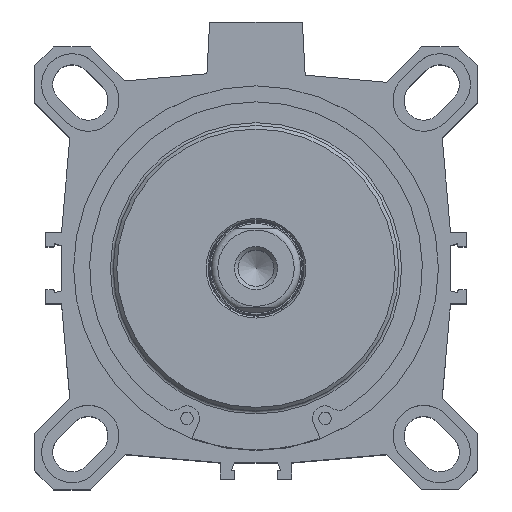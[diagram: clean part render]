
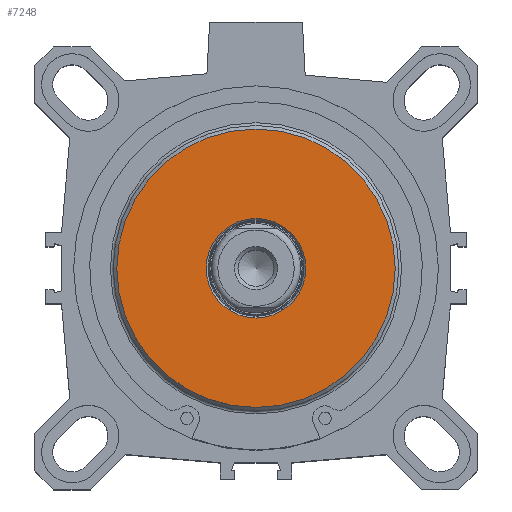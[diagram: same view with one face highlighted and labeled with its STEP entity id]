
A CAD part, top view. The second image highlights one B-rep face of the part: STEP entity #7248.
In plain terms, the highlighted planar face has unit normal (0, 0, 1).
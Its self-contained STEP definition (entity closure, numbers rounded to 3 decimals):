
#7214=CARTESIAN_POINT('',(0.,-39.0,105.05));
#7215=VERTEX_POINT('',#7214);
#7216=CARTESIAN_POINT('',(0.,0.,105.05));
#7217=DIRECTION('',(0.0,0.0,1.0));
#7218=DIRECTION('',(0.0,-1.0,0.0));
#7219=AXIS2_PLACEMENT_3D('',#7216,#7217,#7218);
#7220=CIRCLE('',#7219,39.0);
#7221=EDGE_CURVE('',#7215,#7215,#7220,.T.);
#7229=CARTESIAN_POINT('',(0.,-26.475,105.05));
#7230=DIRECTION('',(0.0,0.0,1.0));
#7231=DIRECTION('',(1.0,0.0,0.0));
#7232=AXIS2_PLACEMENT_3D('',#7229,#7230,#7231);
#7233=PLANE('',#7232);
#7234=ORIENTED_EDGE('',*,*,#7221,.T.);
#7235=EDGE_LOOP('',(#7234));
#7236=FACE_OUTER_BOUND('',#7235,.T.);
#7237=CARTESIAN_POINT('',(0.,-13.95,105.05));
#7238=VERTEX_POINT('',#7237);
#7239=CARTESIAN_POINT('',(0.,0.,105.05));
#7240=DIRECTION('',(0.0,0.0,1.0));
#7241=DIRECTION('',(0.0,-1.0,0.0));
#7242=AXIS2_PLACEMENT_3D('',#7239,#7240,#7241);
#7243=CIRCLE('',#7242,13.95);
#7244=EDGE_CURVE('',#7238,#7238,#7243,.T.);
#7245=ORIENTED_EDGE('',*,*,#7244,.F.);
#7246=EDGE_LOOP('',(#7245));
#7247=FACE_BOUND('',#7246,.T.);
#7248=ADVANCED_FACE('',(#7236,#7247),#7233,.T.);
